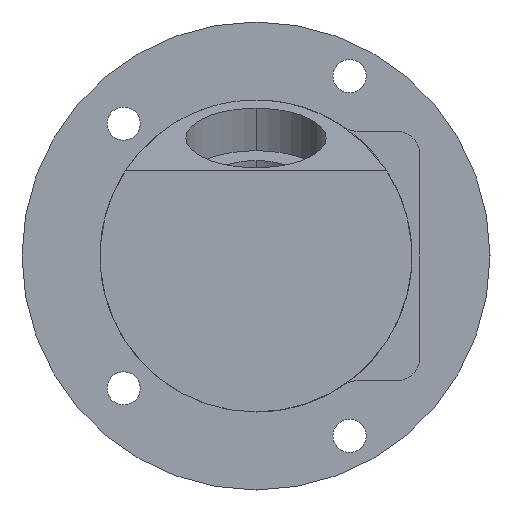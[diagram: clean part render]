
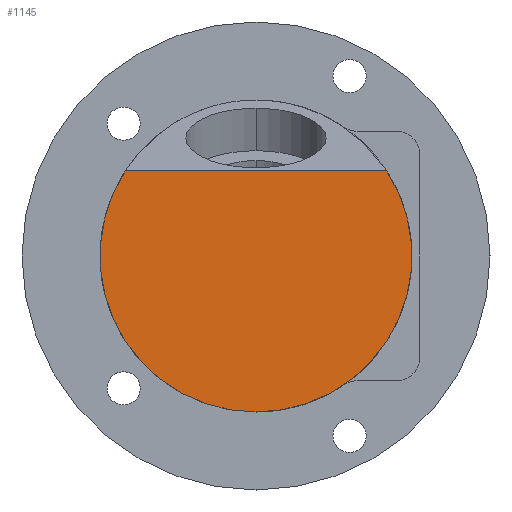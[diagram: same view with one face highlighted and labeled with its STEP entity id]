
A CAD part, left-side view. The second image highlights one B-rep face of the part: STEP entity #1145.
In plain terms, the highlighted planar face has unit normal (-1, 0, 0).
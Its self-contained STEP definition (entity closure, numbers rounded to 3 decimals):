
#5 = DIRECTION ( 'NONE',  ( 0., 1., 0. ) ) ;
#271 = DIRECTION ( 'NONE',  ( -1., 0., 0. ) ) ;
#360 = ORIENTED_EDGE ( 'NONE', *, *, #851, .F. ) ;
#448 = FACE_OUTER_BOUND ( 'NONE', #2030, .T. ) ;
#536 = ORIENTED_EDGE ( 'NONE', *, *, #1741, .T. ) ;
#616 = AXIS2_PLACEMENT_3D ( 'NONE', #2294, #632, #1371 ) ;
#632 = DIRECTION ( 'NONE',  ( 1., 0., 0. ) ) ;
#724 = DIRECTION ( 'NONE',  ( 0., 0., -1. ) ) ;
#851 = EDGE_CURVE ( 'NONE', #2304, #1196, #1662, .T. ) ;
#910 = LINE ( 'NONE', #1649, #2086 ) ;
#995 = DIRECTION ( 'NONE',  ( 0., 0., 1. ) ) ;
#1145 = ADVANCED_FACE ( 'NONE', ( #448 ), #1181, .T. ) ;
#1181 = PLANE ( 'NONE',  #1975 ) ;
#1196 = VERTEX_POINT ( 'NONE', #2129 ) ;
#1338 = CARTESIAN_POINT ( 'NONE',  ( -28., -16.761, 10.902 ) ) ;
#1371 = DIRECTION ( 'NONE',  ( 0., 0., -1. ) ) ;
#1640 = CARTESIAN_POINT ( 'NONE',  ( -28., 0., 0. ) ) ;
#1649 = CARTESIAN_POINT ( 'NONE',  ( -28., -163.572, 10.902 ) ) ;
#1656 = CIRCLE ( 'NONE', #616, 19.995 ) ;
#1662 = CIRCLE ( 'NONE', #1976, 19.995 ) ;
#1731 = VERTEX_POINT ( 'NONE', #1834 ) ;
#1741 = EDGE_CURVE ( 'NONE', #2304, #1731, #910, .T. ) ;
#1834 = CARTESIAN_POINT ( 'NONE',  ( -28., 16.761, 10.902 ) ) ;
#1926 = CARTESIAN_POINT ( 'NONE',  ( -28., 0., 0. ) ) ;
#1975 = AXIS2_PLACEMENT_3D ( 'NONE', #1926, #271, #995 ) ;
#1976 = AXIS2_PLACEMENT_3D ( 'NONE', #1640, #2391, #724 ) ;
#2017 = ORIENTED_EDGE ( 'NONE', *, *, #2066, .F. ) ;
#2030 = EDGE_LOOP ( 'NONE', ( #536, #2017, #360 ) ) ;
#2066 = EDGE_CURVE ( 'NONE', #1196, #1731, #1656, .T. ) ;
#2086 = VECTOR ( 'NONE', #5, 1000. ) ;
#2129 = CARTESIAN_POINT ( 'NONE',  ( -28., 0., -19.995 ) ) ;
#2294 = CARTESIAN_POINT ( 'NONE',  ( -28., 0., 0. ) ) ;
#2304 = VERTEX_POINT ( 'NONE', #1338 ) ;
#2391 = DIRECTION ( 'NONE',  ( 1., 0., 0. ) ) ;
